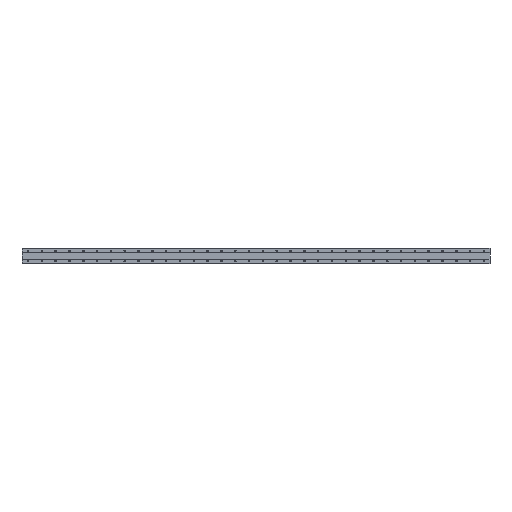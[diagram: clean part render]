
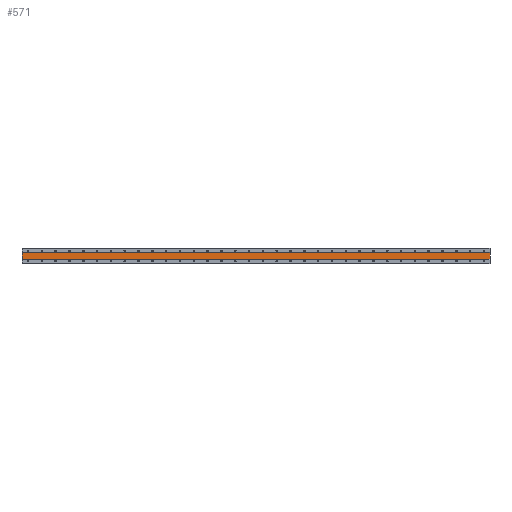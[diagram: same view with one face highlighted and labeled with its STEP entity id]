
A CAD part, front view. The second image highlights one B-rep face of the part: STEP entity #571.
In plain terms, the highlighted planar face has unit normal (0, -1, 0).
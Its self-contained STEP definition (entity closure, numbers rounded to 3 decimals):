
#251 = CARTESIAN_POINT ( 'NONE',  ( -35., 1., 20. ) ) ;
#265 = VECTOR ( 'NONE', #9199, 1000. ) ;
#410 = LINE ( 'NONE', #10753, #1849 ) ;
#571 = ADVANCED_FACE ( 'NONE', ( #8873 ), #10742, .F. ) ;
#933 = DIRECTION ( 'NONE',  ( -1., 0., 0. ) ) ;
#1277 = CARTESIAN_POINT ( 'NONE',  ( 2675., 1., 20. ) ) ;
#1321 = DIRECTION ( 'NONE',  ( 0., 0., -1. ) ) ;
#1339 = LINE ( 'NONE', #1277, #265 ) ;
#1814 = DIRECTION ( 'NONE',  ( 0., 0., -1. ) ) ;
#1849 = VECTOR ( 'NONE', #1814, 1000. ) ;
#2397 = LINE ( 'NONE', #11394, #3094 ) ;
#2872 = EDGE_CURVE ( 'NONE', #5802, #6479, #5518, .T. ) ;
#2950 = EDGE_CURVE ( 'NONE', #7310, #8955, #1339, .T. ) ;
#3094 = VECTOR ( 'NONE', #1321, 1000. ) ;
#4954 = EDGE_CURVE ( 'NONE', #8955, #5802, #410, .T. ) ;
#4957 = EDGE_LOOP ( 'NONE', ( #10109, #8756, #6657, #6377 ) ) ;
#5115 = CARTESIAN_POINT ( 'NONE',  ( -35., 1., -20. ) ) ;
#5518 = LINE ( 'NONE', #8956, #10216 ) ;
#5543 = CARTESIAN_POINT ( 'NONE',  ( 2675., 1., 20. ) ) ;
#5802 = VERTEX_POINT ( 'NONE', #9852 ) ;
#6238 = DIRECTION ( 'NONE',  ( 0., 0., 1. ) ) ;
#6377 = ORIENTED_EDGE ( 'NONE', *, *, #11203, .T. ) ;
#6479 = VERTEX_POINT ( 'NONE', #5115 ) ;
#6657 = ORIENTED_EDGE ( 'NONE', *, *, #2950, .F. ) ;
#6748 = AXIS2_PLACEMENT_3D ( 'NONE', #8040, #7977, #6238 ) ;
#7310 = VERTEX_POINT ( 'NONE', #251 ) ;
#7977 = DIRECTION ( 'NONE',  ( 0., 1., 0. ) ) ;
#8040 = CARTESIAN_POINT ( 'NONE',  ( 2675., 1., 20. ) ) ;
#8756 = ORIENTED_EDGE ( 'NONE', *, *, #4954, .F. ) ;
#8873 = FACE_OUTER_BOUND ( 'NONE', #4957, .T. ) ;
#8955 = VERTEX_POINT ( 'NONE', #5543 ) ;
#8956 = CARTESIAN_POINT ( 'NONE',  ( 2675., 1., -20. ) ) ;
#9199 = DIRECTION ( 'NONE',  ( 1., 0., 0. ) ) ;
#9852 = CARTESIAN_POINT ( 'NONE',  ( 2675., 1., -20. ) ) ;
#10109 = ORIENTED_EDGE ( 'NONE', *, *, #2872, .F. ) ;
#10216 = VECTOR ( 'NONE', #933, 1000. ) ;
#10742 = PLANE ( 'NONE',  #6748 ) ;
#10753 = CARTESIAN_POINT ( 'NONE',  ( 2675., 1., 44.91 ) ) ;
#11203 = EDGE_CURVE ( 'NONE', #7310, #6479, #2397, .T. ) ;
#11394 = CARTESIAN_POINT ( 'NONE',  ( -35., 1., 44.91 ) ) ;
